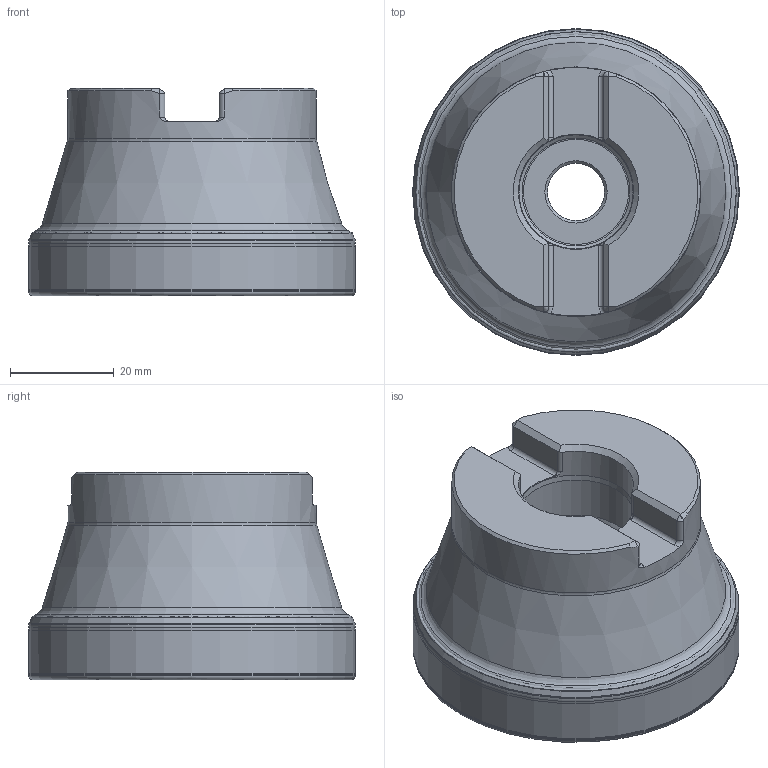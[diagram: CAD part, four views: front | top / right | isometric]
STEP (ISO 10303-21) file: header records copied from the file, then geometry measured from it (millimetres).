
FILE_DESCRIPTION(/* description */ (''),/* implementation_level */ '2;1');
FILE_NAME(/* name */ '63A04R_S90TN16_C_202946436ndi000_00_SIM.stp',/* time_stamp */ '2021-03-25T09:03:45+01:00',/* author */ (''),/* organization */ (''),/* preprocessor_version */ 'ST-DEVELOPER v16.7',/* originating_system */ 'SIEMENS PLM Software NX 12.0',/* authorisation */ '');
FILE_SCHEMA (('AUTOMOTIVE_DESIGN { 1 0 10303 214 3 1 1 1 }'));
Length unit declared in the file: millimetre
Products named in the file (1): lf19438CFC4Bimna
Bounding box: 63.02 x 63.02 x 39.99 mm (x, y, z)
Volume: 91805.4 mm3; surface area: 19993.6 mm2
Topology: 2 solids, 2 shells, 119 faces, 270 edges, 150 vertices
Faces by surface type: revolution 37, cylinder 24, cone 24, plane 18, torus 16
Full cylindrical faces by diameter (mm): 11 x1, 18.1 x1, 22.006 x1, 22.2 x1, 48 x1, 61.2 x1
Entity records: 3326 total; most frequent: CARTESIAN_POINT 960, DIRECTION 480, ORIENTED_EDGE 386, AXIS2_PLACEMENT_3D 198, EDGE_CURVE 193, EDGE_LOOP 186, VERTEX_POINT 143, FACE_BOUND 136
